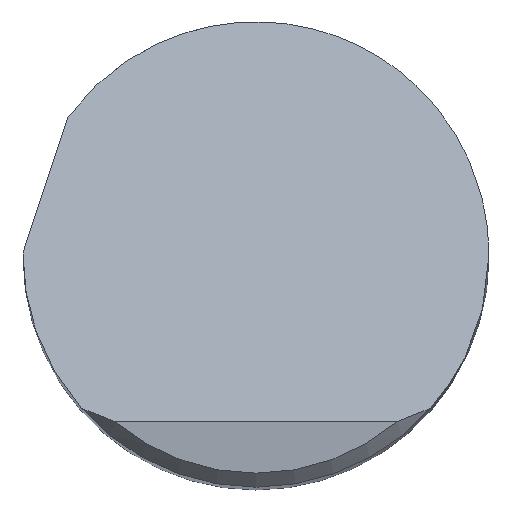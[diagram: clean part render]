
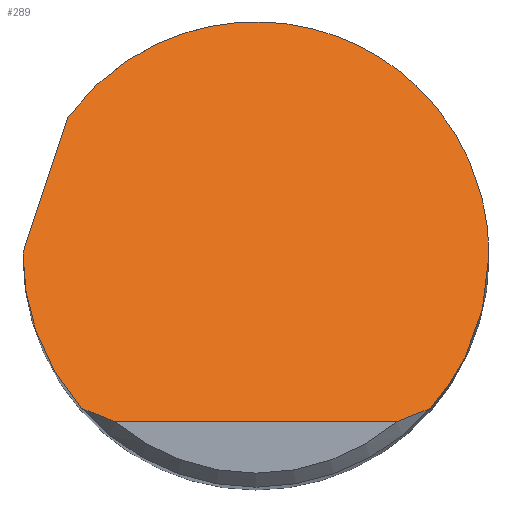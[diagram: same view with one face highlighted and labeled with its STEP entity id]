
A CAD part, top view. The second image highlights one B-rep face of the part: STEP entity #289.
In plain terms, the highlighted planar face has unit normal (0, 0.707, 0.707).
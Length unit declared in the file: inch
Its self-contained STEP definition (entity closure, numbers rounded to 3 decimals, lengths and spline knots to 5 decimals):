
#5 = CARTESIAN_POINT ( 'NONE',  ( -0.18782, -0.165, 2.985 ) ) ;
#29 = CARTESIAN_POINT ( 'NONE',  ( -0.18782, -0.165, 2.985 ) ) ;
#30 = ORIENTED_EDGE ( 'NONE', *, *, #64, .F. ) ;
#31 = CARTESIAN_POINT ( 'NONE',  ( 0., -0.18, 3. ) ) ;
#44 =( BOUNDED_CURVE ( )  B_SPLINE_CURVE ( 3, ( #691, #341, #60, #284 ),
 .UNSPECIFIED., .F., .T. ) 
 B_SPLINE_CURVE_WITH_KNOTS ( ( 4, 4 ),
 ( 5.34257, 7.85398 ),
 .UNSPECIFIED. ) 
 CURVE ( )  GEOMETRIC_REPRESENTATION_ITEM ( )  RATIONAL_B_SPLINE_CURVE ( ( 1., 0.54, 0.54, 1. ) ) 
 REPRESENTATION_ITEM ( '' )  );
#60 = CARTESIAN_POINT ( 'NONE',  ( 0.25, 0.29348, 2.52652 ) ) ;
#64 = EDGE_CURVE ( 'NONE', #653, #701, #224, .T. ) ;
#68 = CARTESIAN_POINT ( 'NONE',  ( -0.18782, -0.165, 2.985 ) ) ;
#70 = CARTESIAN_POINT ( 'NONE',  ( -0.17589, -0.1704, 2.9904 ) ) ;
#74 =( BOUNDED_CURVE ( )  B_SPLINE_CURVE ( 3, ( #68, #233, #300, #593 ),
 .UNSPECIFIED., .F., .T. ) 
 B_SPLINE_CURVE_WITH_KNOTS ( ( 4, 4 ),
 ( 3.99157, 4.71239 ),
 .UNSPECIFIED. ) 
 CURVE ( )  GEOMETRIC_REPRESENTATION_ITEM ( )  RATIONAL_B_SPLINE_CURVE ( ( 1., 0.957, 0.957, 1. ) ) 
 REPRESENTATION_ITEM ( '' )  );
#85 = ORIENTED_EDGE ( 'NONE', *, *, #189, .T. ) ;
#101 = CARTESIAN_POINT ( 'NONE',  ( 0.17589, -0.1704, 2.9904 ) ) ;
#108 = AXIS2_PLACEMENT_3D ( 'NONE', #722, #669, #378 ) ;
#114 = VERTEX_POINT ( 'NONE', #29 ) ;
#128 = VECTOR ( 'NONE', #679, 39.37008 ) ;
#156 = VERTEX_POINT ( 'NONE', #554 ) ;
#158 = CARTESIAN_POINT ( 'NONE',  ( 0.15108, -0.18, 3. ) ) ;
#170 = DIRECTION ( 'NONE',  ( 0.227, 0.689, -0.689 ) ) ;
#178 = CARTESIAN_POINT ( 'NONE',  ( -0.25, 0., 2.82 ) ) ;
#189 = EDGE_CURVE ( 'NONE', #639, #451, #539, .T. ) ;
#198 = ORIENTED_EDGE ( 'NONE', *, *, #667, .T. ) ;
#209 = CARTESIAN_POINT ( 'NONE',  ( 0.18782, -0.165, 2.985 ) ) ;
#224 = LINE ( 'NONE', #461, #491 ) ;
#233 = CARTESIAN_POINT ( 'NONE',  ( -0.22834, -0.11887, 2.93887 ) ) ;
#270 = VERTEX_POINT ( 'NONE', #502 ) ;
#284 = CARTESIAN_POINT ( 'NONE',  ( 0.25, 0., 2.82 ) ) ;
#289 = ADVANCED_FACE ( 'NONE', ( #431 ), #733, .F. ) ;
#300 = CARTESIAN_POINT ( 'NONE',  ( -0.25, -0.06141, 2.88141 ) ) ;
#311 = CARTESIAN_POINT ( 'NONE',  ( 0.22834, -0.11887, 2.93887 ) ) ;
#330 = ORIENTED_EDGE ( 'NONE', *, *, #697, .T. ) ;
#338 = CARTESIAN_POINT ( 'NONE',  ( -0.25, 0., 2.82 ) ) ;
#341 = CARTESIAN_POINT ( 'NONE',  ( -0.02903, 0.38443, 2.43557 ) ) ;
#361 = CARTESIAN_POINT ( 'NONE',  ( -0.25, 0.00067, 2.81933 ) ) ;
#378 = DIRECTION ( 'NONE',  ( 0., 0.707, -0.707 ) ) ;
#382 =( BOUNDED_CURVE ( )  B_SPLINE_CURVE ( 3, ( #178, #361, #466, #706 ),
 .UNSPECIFIED., .F., .T. ) 
 B_SPLINE_CURVE_WITH_KNOTS ( ( 4, 4 ),
 ( 4.71239, 4.72039 ),
 .UNSPECIFIED. ) 
 CURVE ( )  GEOMETRIC_REPRESENTATION_ITEM ( )  RATIONAL_B_SPLINE_CURVE ( ( 1., 1., 1., 1. ) ) 
 REPRESENTATION_ITEM ( '' )  );
#383 = ORIENTED_EDGE ( 'NONE', *, *, #743, .F. ) ;
#384 = CARTESIAN_POINT ( 'NONE',  ( 0.25, -0.06141, 2.88141 ) ) ;
#407 = EDGE_CURVE ( 'NONE', #739, #653, #382, .T. ) ;
#416 = CARTESIAN_POINT ( 'NONE',  ( 0.18782, -0.165, 2.985 ) ) ;
#431 = FACE_OUTER_BOUND ( 'NONE', #731, .T. ) ;
#440 = EDGE_CURVE ( 'NONE', #114, #739, #74, .T. ) ;
#443 = CARTESIAN_POINT ( 'NONE',  ( 0.15108, -0.18, 3. ) ) ;
#451 = VERTEX_POINT ( 'NONE', #416 ) ;
#461 = CARTESIAN_POINT ( 'NONE',  ( -0.30701, -0.17058, 2.99058 ) ) ;
#466 = CARTESIAN_POINT ( 'NONE',  ( -0.25, 0.00133, 2.81867 ) ) ;
#484 = LINE ( 'NONE', #31, #128 ) ;
#491 = VECTOR ( 'NONE', #170, 39.37008 ) ;
#501 = CARTESIAN_POINT ( 'NONE',  ( -0.24999, 0.002, 2.818 ) ) ;
#502 = CARTESIAN_POINT ( 'NONE',  ( 0.25, 0., 2.82 ) ) ;
#503 = ORIENTED_EDGE ( 'NONE', *, *, #440, .F. ) ;
#512 = CARTESIAN_POINT ( 'NONE',  ( -0.20198, 0.14732, 2.67268 ) ) ;
#539 = B_SPLINE_CURVE_WITH_KNOTS ( 'NONE', 3,
 ( #158, #727, #101, #209 ),
 .UNSPECIFIED., .F., .F.,
 ( 4, 4 ),
 ( 0., 0.00108 ),
 .UNSPECIFIED. ) ;
#544 = CARTESIAN_POINT ( 'NONE',  ( 0.25, 0., 2.82 ) ) ;
#554 = CARTESIAN_POINT ( 'NONE',  ( -0.15108, -0.18, 3. ) ) ;
#566 = B_SPLINE_CURVE_WITH_KNOTS ( 'NONE', 3,
 ( #5, #70, #747, #694 ),
 .UNSPECIFIED., .F., .F.,
 ( 4, 4 ),
 ( 0., 0.00108 ),
 .UNSPECIFIED. ) ;
#569 = EDGE_CURVE ( 'NONE', #270, #451, #740, .T. ) ;
#593 = CARTESIAN_POINT ( 'NONE',  ( -0.25, 0., 2.82 ) ) ;
#616 = CARTESIAN_POINT ( 'NONE',  ( 0.18782, -0.165, 2.985 ) ) ;
#639 = VERTEX_POINT ( 'NONE', #443 ) ;
#653 = VERTEX_POINT ( 'NONE', #501 ) ;
#667 = EDGE_CURVE ( 'NONE', #156, #639, #484, .T. ) ;
#669 = DIRECTION ( 'NONE',  ( 0., -0.707, -0.707 ) ) ;
#679 = DIRECTION ( 'NONE',  ( 1., 0., 0. ) ) ;
#691 = CARTESIAN_POINT ( 'NONE',  ( -0.20198, 0.14732, 2.67268 ) ) ;
#694 = CARTESIAN_POINT ( 'NONE',  ( -0.15108, -0.18, 3. ) ) ;
#697 = EDGE_CURVE ( 'NONE', #114, #156, #566, .T. ) ;
#701 = VERTEX_POINT ( 'NONE', #512 ) ;
#705 = ORIENTED_EDGE ( 'NONE', *, *, #407, .F. ) ;
#706 = CARTESIAN_POINT ( 'NONE',  ( -0.24999, 0.002, 2.818 ) ) ;
#716 = ORIENTED_EDGE ( 'NONE', *, *, #569, .F. ) ;
#722 = CARTESIAN_POINT ( 'NONE',  ( -0.25, -0.18, 3. ) ) ;
#727 = CARTESIAN_POINT ( 'NONE',  ( 0.16367, -0.17542, 2.99542 ) ) ;
#731 = EDGE_LOOP ( 'NONE', ( #198, #85, #716, #383, #30, #705, #503, #330 ) ) ;
#733 = PLANE ( 'NONE',  #108 ) ;
#739 = VERTEX_POINT ( 'NONE', #338 ) ;
#740 =( BOUNDED_CURVE ( )  B_SPLINE_CURVE ( 3, ( #544, #384, #311, #616 ),
 .UNSPECIFIED., .F., .T. ) 
 B_SPLINE_CURVE_WITH_KNOTS ( ( 4, 4 ),
 ( 1.5708, 2.29162 ),
 .UNSPECIFIED. ) 
 CURVE ( )  GEOMETRIC_REPRESENTATION_ITEM ( )  RATIONAL_B_SPLINE_CURVE ( ( 1., 0.957, 0.957, 1. ) ) 
 REPRESENTATION_ITEM ( '' )  );
#743 = EDGE_CURVE ( 'NONE', #701, #270, #44, .T. ) ;
#747 = CARTESIAN_POINT ( 'NONE',  ( -0.16367, -0.17542, 2.99542 ) ) ;
